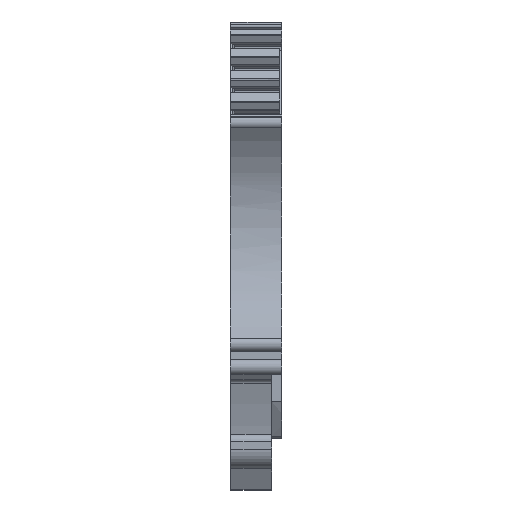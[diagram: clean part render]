
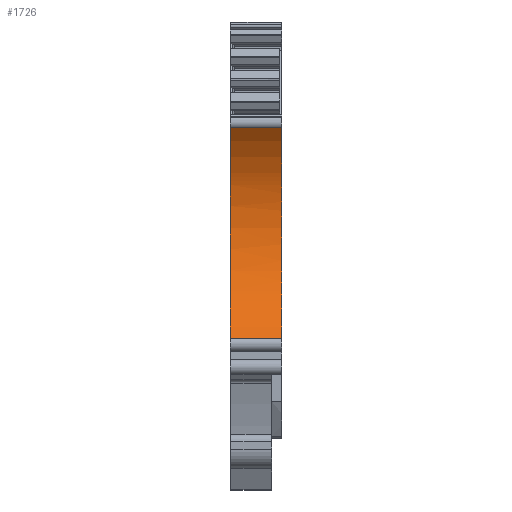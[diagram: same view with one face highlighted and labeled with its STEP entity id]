
A CAD part, front view. The second image highlights one B-rep face of the part: STEP entity #1726.
In plain terms, the highlighted cylindrical face has radius 15.05 mm (diameter 30.1 mm), a partial arc.
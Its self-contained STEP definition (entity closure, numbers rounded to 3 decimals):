
#431=AXIS2_PLACEMENT_3D('Circle Axis2P3D',#429,#430,$) ;
#440=AXIS2_PLACEMENT_3D('Circle Axis2P3D',#438,#439,$) ;
#447=AXIS2_PLACEMENT_3D('Circle Axis2P3D',#445,#446,$) ;
#454=AXIS2_PLACEMENT_3D('Circle Axis2P3D',#452,#453,$) ;
#461=AXIS2_PLACEMENT_3D('Circle Axis2P3D',#459,#460,$) ;
#468=AXIS2_PLACEMENT_3D('Circle Axis2P3D',#466,#467,$) ;
#1329=AXIS2_PLACEMENT_3D('Circle Axis2P3D',#1327,#1328,$) ;
#1629=AXIS2_PLACEMENT_3D('Cylinder Axis2P3D',#1626,#1627,#1628) ;
#1633=AXIS2_PLACEMENT_3D('Circle Axis2P3D',#1631,#1632,$) ;
#1682=AXIS2_PLACEMENT_3D('Circle Axis2P3D',#1680,#1681,$) ;
#1689=AXIS2_PLACEMENT_3D('Circle Axis2P3D',#1687,#1688,$) ;
#1696=AXIS2_PLACEMENT_3D('Circle Axis2P3D',#1694,#1695,$) ;
#1703=AXIS2_PLACEMENT_3D('Circle Axis2P3D',#1701,#1702,$) ;
#429=CARTESIAN_POINT('Axis2P3D Location',(5.1,-5.549,26.382)) ;
#433=CARTESIAN_POINT('Vertex',(5.1,9.019,30.16)) ;
#435=CARTESIAN_POINT('Vertex',(5.1,8.648,31.375)) ;
#438=CARTESIAN_POINT('Axis2P3D Location',(5.1,-5.549,26.382)) ;
#442=CARTESIAN_POINT('Vertex',(5.1,9.451,27.601)) ;
#445=CARTESIAN_POINT('Axis2P3D Location',(5.1,-5.549,26.382)) ;
#449=CARTESIAN_POINT('Vertex',(5.1,9.031,22.65)) ;
#452=CARTESIAN_POINT('Axis2P3D Location',(5.1,-5.549,26.382)) ;
#456=CARTESIAN_POINT('Vertex',(5.1,7.942,19.712)) ;
#459=CARTESIAN_POINT('Axis2P3D Location',(5.1,-5.549,26.382)) ;
#463=CARTESIAN_POINT('Vertex',(5.1,7.406,18.723)) ;
#466=CARTESIAN_POINT('Axis2P3D Location',(5.1,-5.549,26.382)) ;
#470=CARTESIAN_POINT('Vertex',(5.1,4.261,14.969)) ;
#1324=CARTESIAN_POINT('Vertex',(5.1,6.166,35.829)) ;
#1327=CARTESIAN_POINT('Axis2P3D Location',(5.1,-5.549,26.382)) ;
#1626=CARTESIAN_POINT('Axis2P3D Location',(1.94,-5.549,26.382)) ;
#1631=CARTESIAN_POINT('Axis2P3D Location',(0.,-5.549,26.382)) ;
#1635=CARTESIAN_POINT('Vertex',(0.,4.261,14.969)) ;
#1637=CARTESIAN_POINT('Vertex',(0.,7.406,18.723)) ;
#1640=CARTESIAN_POINT('Line Origine',(1.94,4.261,14.969)) ;
#1644=CARTESIAN_POINT('Vertex',(0.05,4.261,14.969)) ;
#1647=CARTESIAN_POINT('Line Origine',(1.94,4.261,14.969)) ;
#1651=CARTESIAN_POINT('Vertex',(4.9,4.261,14.969)) ;
#1654=CARTESIAN_POINT('Line Origine',(1.94,4.261,14.969)) ;
#1659=CARTESIAN_POINT('Line Origine',(1.94,6.166,35.829)) ;
#1663=CARTESIAN_POINT('Vertex',(4.9,6.166,35.829)) ;
#1666=CARTESIAN_POINT('Line Origine',(1.94,6.166,35.829)) ;
#1670=CARTESIAN_POINT('Vertex',(0.05,6.166,35.829)) ;
#1673=CARTESIAN_POINT('Line Origine',(1.94,6.166,35.829)) ;
#1677=CARTESIAN_POINT('Vertex',(0.,6.166,35.829)) ;
#1680=CARTESIAN_POINT('Axis2P3D Location',(0.,-5.549,26.382)) ;
#1684=CARTESIAN_POINT('Vertex',(0.,8.648,31.375)) ;
#1687=CARTESIAN_POINT('Axis2P3D Location',(0.,-5.549,26.382)) ;
#1691=CARTESIAN_POINT('Vertex',(0.,9.019,30.16)) ;
#1694=CARTESIAN_POINT('Axis2P3D Location',(0.,-5.549,26.382)) ;
#1698=CARTESIAN_POINT('Vertex',(0.,7.942,19.712)) ;
#1701=CARTESIAN_POINT('Axis2P3D Location',(0.,-5.549,26.382)) ;
#430=DIRECTION('Axis2P3D Direction',(1.,0.,0.)) ;
#439=DIRECTION('Axis2P3D Direction',(1.,0.,0.)) ;
#446=DIRECTION('Axis2P3D Direction',(1.,0.,0.)) ;
#453=DIRECTION('Axis2P3D Direction',(1.,0.,0.)) ;
#460=DIRECTION('Axis2P3D Direction',(1.,0.,0.)) ;
#467=DIRECTION('Axis2P3D Direction',(1.,0.,0.)) ;
#1328=DIRECTION('Axis2P3D Direction',(1.,0.,0.)) ;
#1627=DIRECTION('Axis2P3D Direction',(1.,0.,0.)) ;
#1628=DIRECTION('Axis2P3D XDirection',(0.,-0.861,0.509)) ;
#1632=DIRECTION('Axis2P3D Direction',(1.,0.,0.)) ;
#1641=DIRECTION('Vector Direction',(1.,0.,0.)) ;
#1648=DIRECTION('Vector Direction',(1.,0.,0.)) ;
#1655=DIRECTION('Vector Direction',(1.,0.,0.)) ;
#1660=DIRECTION('Vector Direction',(1.,0.,0.)) ;
#1667=DIRECTION('Vector Direction',(1.,0.,0.)) ;
#1674=DIRECTION('Vector Direction',(1.,0.,0.)) ;
#1681=DIRECTION('Axis2P3D Direction',(1.,0.,0.)) ;
#1688=DIRECTION('Axis2P3D Direction',(1.,0.,0.)) ;
#1695=DIRECTION('Axis2P3D Direction',(1.,0.,0.)) ;
#1702=DIRECTION('Axis2P3D Direction',(1.,0.,0.)) ;
#1642=VECTOR('Line Direction',#1641,1.) ;
#1649=VECTOR('Line Direction',#1648,1.) ;
#1656=VECTOR('Line Direction',#1655,1.) ;
#1661=VECTOR('Line Direction',#1660,1.) ;
#1668=VECTOR('Line Direction',#1667,1.) ;
#1675=VECTOR('Line Direction',#1674,1.) ;
#1707=ORIENTED_EDGE('',*,*,#1639,.F.) ;
#1708=ORIENTED_EDGE('',*,*,#1646,.F.) ;
#1709=ORIENTED_EDGE('',*,*,#1653,.F.) ;
#1710=ORIENTED_EDGE('',*,*,#1658,.F.) ;
#1711=ORIENTED_EDGE('',*,*,#472,.T.) ;
#1712=ORIENTED_EDGE('',*,*,#465,.T.) ;
#1713=ORIENTED_EDGE('',*,*,#458,.T.) ;
#1714=ORIENTED_EDGE('',*,*,#451,.T.) ;
#1715=ORIENTED_EDGE('',*,*,#444,.T.) ;
#1716=ORIENTED_EDGE('',*,*,#437,.T.) ;
#1717=ORIENTED_EDGE('',*,*,#1331,.T.) ;
#1718=ORIENTED_EDGE('',*,*,#1665,.F.) ;
#1719=ORIENTED_EDGE('',*,*,#1672,.F.) ;
#1720=ORIENTED_EDGE('',*,*,#1679,.F.) ;
#1721=ORIENTED_EDGE('',*,*,#1686,.F.) ;
#1722=ORIENTED_EDGE('',*,*,#1693,.F.) ;
#1723=ORIENTED_EDGE('',*,*,#1700,.F.) ;
#1724=ORIENTED_EDGE('',*,*,#1705,.F.) ;
#1726=ADVANCED_FACE('V1',(#1725),#1630,.F.) ;
#432=CIRCLE('generated circle',#431,15.05) ;
#441=CIRCLE('generated circle',#440,15.05) ;
#448=CIRCLE('generated circle',#447,15.05) ;
#455=CIRCLE('generated circle',#454,15.05) ;
#462=CIRCLE('generated circle',#461,15.05) ;
#469=CIRCLE('generated circle',#468,15.05) ;
#1330=CIRCLE('generated circle',#1329,15.05) ;
#1634=CIRCLE('generated circle',#1633,15.05) ;
#1683=CIRCLE('generated circle',#1682,15.05) ;
#1690=CIRCLE('generated circle',#1689,15.05) ;
#1697=CIRCLE('generated circle',#1696,15.05) ;
#1704=CIRCLE('generated circle',#1703,15.05) ;
#1630=CYLINDRICAL_SURFACE('generated cylinder',#1629,15.05) ;
#437=EDGE_CURVE('',#434,#436,#432,.T.) ;
#444=EDGE_CURVE('',#443,#434,#441,.T.) ;
#451=EDGE_CURVE('',#450,#443,#448,.T.) ;
#458=EDGE_CURVE('',#457,#450,#455,.T.) ;
#465=EDGE_CURVE('',#464,#457,#462,.T.) ;
#472=EDGE_CURVE('',#471,#464,#469,.T.) ;
#1331=EDGE_CURVE('',#436,#1325,#1330,.T.) ;
#1639=EDGE_CURVE('',#1636,#1638,#1634,.T.) ;
#1646=EDGE_CURVE('',#1645,#1636,#1643,.F.) ;
#1653=EDGE_CURVE('',#1652,#1645,#1650,.F.) ;
#1658=EDGE_CURVE('',#471,#1652,#1657,.F.) ;
#1665=EDGE_CURVE('',#1664,#1325,#1662,.T.) ;
#1672=EDGE_CURVE('',#1671,#1664,#1669,.T.) ;
#1679=EDGE_CURVE('',#1678,#1671,#1676,.T.) ;
#1686=EDGE_CURVE('',#1685,#1678,#1683,.T.) ;
#1693=EDGE_CURVE('',#1692,#1685,#1690,.T.) ;
#1700=EDGE_CURVE('',#1699,#1692,#1697,.T.) ;
#1705=EDGE_CURVE('',#1638,#1699,#1704,.T.) ;
#1706=EDGE_LOOP('',(#1707,#1708,#1709,#1710,#1711,#1712,#1713,#1714,#1715,#1716,#1717,#1718,#1719,#1720,#1721,#1722,#1723,#1724)) ;
#1725=FACE_OUTER_BOUND('',#1706,.T.) ;
#1643=LINE('Line',#1640,#1642) ;
#1650=LINE('Line',#1647,#1649) ;
#1657=LINE('Line',#1654,#1656) ;
#1662=LINE('Line',#1659,#1661) ;
#1669=LINE('Line',#1666,#1668) ;
#1676=LINE('Line',#1673,#1675) ;
#434=VERTEX_POINT('',#433) ;
#436=VERTEX_POINT('',#435) ;
#443=VERTEX_POINT('',#442) ;
#450=VERTEX_POINT('',#449) ;
#457=VERTEX_POINT('',#456) ;
#464=VERTEX_POINT('',#463) ;
#471=VERTEX_POINT('',#470) ;
#1325=VERTEX_POINT('',#1324) ;
#1636=VERTEX_POINT('',#1635) ;
#1638=VERTEX_POINT('',#1637) ;
#1645=VERTEX_POINT('',#1644) ;
#1652=VERTEX_POINT('',#1651) ;
#1664=VERTEX_POINT('',#1663) ;
#1671=VERTEX_POINT('',#1670) ;
#1678=VERTEX_POINT('',#1677) ;
#1685=VERTEX_POINT('',#1684) ;
#1692=VERTEX_POINT('',#1691) ;
#1699=VERTEX_POINT('',#1698) ;
